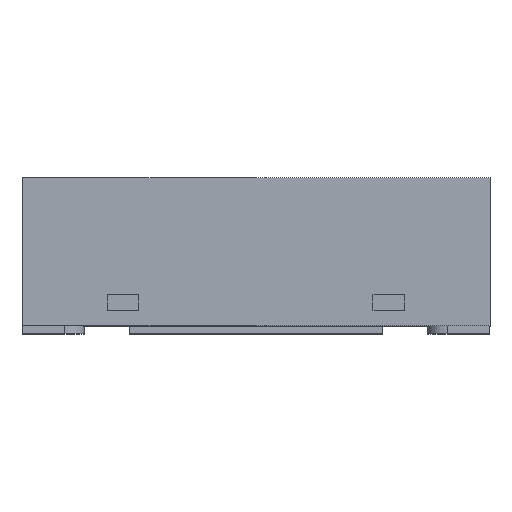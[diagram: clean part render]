
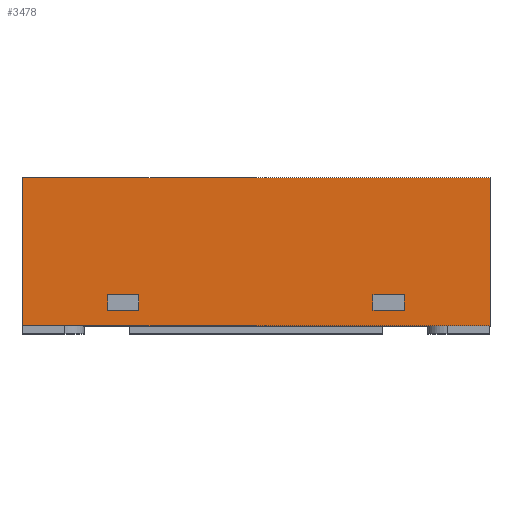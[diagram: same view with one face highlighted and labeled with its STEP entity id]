
A CAD part, top view. The second image highlights one B-rep face of the part: STEP entity #3478.
In plain terms, the highlighted planar face has unit normal (0, 0, 1).
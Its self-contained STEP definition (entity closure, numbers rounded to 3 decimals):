
#5 = LINE ( 'NONE', #927, #4096 ) ;
#36 = CARTESIAN_POINT ( 'NONE',  ( 0.95, 0.25, 1. ) ) ;
#51 = LINE ( 'NONE', #763, #2394 ) ;
#121 = EDGE_CURVE ( 'NONE', #452, #2729, #3178, .T. ) ;
#129 = FACE_OUTER_BOUND ( 'NONE', #1695, .T. ) ;
#154 = LINE ( 'NONE', #850, #1558 ) ;
#161 = CARTESIAN_POINT ( 'NONE',  ( 0.95, 0.15, 1. ) ) ;
#210 = DIRECTION ( 'NONE',  ( 0., -1., 0. ) ) ;
#217 = LINE ( 'NONE', #1614, #2689 ) ;
#317 = VERTEX_POINT ( 'NONE', #1256 ) ;
#343 = VECTOR ( 'NONE', #658, 1000. ) ;
#356 = LINE ( 'NONE', #4018, #2746 ) ;
#445 = CARTESIAN_POINT ( 'NONE',  ( -1.5, 5.606, 1. ) ) ;
#452 = VERTEX_POINT ( 'NONE', #1443 ) ;
#458 = EDGE_LOOP ( 'NONE', ( #3632, #3628, #710, #1361 ) ) ;
#460 = FACE_BOUND ( 'NONE', #458, .T. ) ;
#489 = VERTEX_POINT ( 'NONE', #36 ) ;
#496 = CARTESIAN_POINT ( 'NONE',  ( 1.5, 1., 1. ) ) ;
#595 = ORIENTED_EDGE ( 'NONE', *, *, #1772, .F. ) ;
#614 = EDGE_CURVE ( 'NONE', #317, #2095, #5, .T. ) ;
#617 = EDGE_LOOP ( 'NONE', ( #595, #693, #4173, #2031 ) ) ;
#658 = DIRECTION ( 'NONE',  ( -1., 0., 0. ) ) ;
#690 = DIRECTION ( 'NONE',  ( 0., 1., 0. ) ) ;
#693 = ORIENTED_EDGE ( 'NONE', *, *, #121, .F. ) ;
#710 = ORIENTED_EDGE ( 'NONE', *, *, #4189, .F. ) ;
#763 = CARTESIAN_POINT ( 'NONE',  ( 1.5, 0.05, 1. ) ) ;
#850 = CARTESIAN_POINT ( 'NONE',  ( 0.95, 0.25, 1. ) ) ;
#869 = LINE ( 'NONE', #1814, #2332 ) ;
#898 = VERTEX_POINT ( 'NONE', #4031 ) ;
#910 = DIRECTION ( 'NONE',  ( 0., 1., 0. ) ) ;
#924 = EDGE_CURVE ( 'NONE', #317, #2012, #3100, .T. ) ;
#927 = CARTESIAN_POINT ( 'NONE',  ( 1.5, 1., 1. ) ) ;
#990 = DIRECTION ( 'NONE',  ( 1., 0., 0. ) ) ;
#1043 = VECTOR ( 'NONE', #1207, 1000. ) ;
#1131 = FACE_BOUND ( 'NONE', #617, .T. ) ;
#1156 = VECTOR ( 'NONE', #3712, 1000. ) ;
#1207 = DIRECTION ( 'NONE',  ( 0., -1., 0. ) ) ;
#1256 = CARTESIAN_POINT ( 'NONE',  ( -1.5, 1., 1. ) ) ;
#1311 = CARTESIAN_POINT ( 'NONE',  ( -1.5, 0.05, 1. ) ) ;
#1329 = VERTEX_POINT ( 'NONE', #4069 ) ;
#1348 = LINE ( 'NONE', #3638, #343 ) ;
#1350 = AXIS2_PLACEMENT_3D ( 'NONE', #2469, #2802, #4132 ) ;
#1361 = ORIENTED_EDGE ( 'NONE', *, *, #2286, .F. ) ;
#1443 = CARTESIAN_POINT ( 'NONE',  ( 0.75, 0.15, 1. ) ) ;
#1459 = PLANE ( 'NONE',  #1350 ) ;
#1502 = CARTESIAN_POINT ( 'NONE',  ( 1.5, 5.606, 1. ) ) ;
#1528 = VERTEX_POINT ( 'NONE', #1580 ) ;
#1554 = LINE ( 'NONE', #4207, #1043 ) ;
#1558 = VECTOR ( 'NONE', #2206, 1000. ) ;
#1580 = CARTESIAN_POINT ( 'NONE',  ( -0.75, 0.25, 1. ) ) ;
#1614 = CARTESIAN_POINT ( 'NONE',  ( -0.95, 0.15, 1. ) ) ;
#1695 = EDGE_LOOP ( 'NONE', ( #1873, #3341, #3352, #3087 ) ) ;
#1743 = EDGE_CURVE ( 'NONE', #2012, #3384, #51, .T. ) ;
#1763 = DIRECTION ( 'NONE',  ( 1., 0., 0. ) ) ;
#1772 = EDGE_CURVE ( 'NONE', #2729, #489, #356, .T. ) ;
#1814 = CARTESIAN_POINT ( 'NONE',  ( 0.75, 0.15, 1. ) ) ;
#1873 = ORIENTED_EDGE ( 'NONE', *, *, #614, .F. ) ;
#2012 = VERTEX_POINT ( 'NONE', #1311 ) ;
#2031 = ORIENTED_EDGE ( 'NONE', *, *, #3160, .F. ) ;
#2076 = CARTESIAN_POINT ( 'NONE',  ( 1.5, 0.05, 1. ) ) ;
#2095 = VERTEX_POINT ( 'NONE', #496 ) ;
#2129 = VERTEX_POINT ( 'NONE', #2487 ) ;
#2132 = VECTOR ( 'NONE', #910, 1000. ) ;
#2183 = DIRECTION ( 'NONE',  ( 0., -1., 0. ) ) ;
#2206 = DIRECTION ( 'NONE',  ( -1., 0., 0. ) ) ;
#2286 = EDGE_CURVE ( 'NONE', #2129, #898, #1554, .T. ) ;
#2332 = VECTOR ( 'NONE', #210, 1000. ) ;
#2394 = VECTOR ( 'NONE', #990, 1000. ) ;
#2469 = CARTESIAN_POINT ( 'NONE',  ( 1.5, 5.606, 1. ) ) ;
#2487 = CARTESIAN_POINT ( 'NONE',  ( -0.95, 0.25, 1. ) ) ;
#2591 = CARTESIAN_POINT ( 'NONE',  ( -0.75, 0.15, 1. ) ) ;
#2649 = CARTESIAN_POINT ( 'NONE',  ( -0.75, 0.15, 1. ) ) ;
#2689 = VECTOR ( 'NONE', #2958, 1000. ) ;
#2729 = VERTEX_POINT ( 'NONE', #161 ) ;
#2746 = VECTOR ( 'NONE', #690, 1000. ) ;
#2802 = DIRECTION ( 'NONE',  ( 0., 0., -1. ) ) ;
#2888 = DIRECTION ( 'NONE',  ( 1., 0., 0. ) ) ;
#2895 = EDGE_CURVE ( 'NONE', #1528, #2129, #1348, .T. ) ;
#2958 = DIRECTION ( 'NONE',  ( 1., 0., 0. ) ) ;
#3087 = ORIENTED_EDGE ( 'NONE', *, *, #3767, .F. ) ;
#3089 = EDGE_CURVE ( 'NONE', #1329, #452, #869, .T. ) ;
#3100 = LINE ( 'NONE', #445, #1156 ) ;
#3160 = EDGE_CURVE ( 'NONE', #489, #1329, #154, .T. ) ;
#3174 = LINE ( 'NONE', #1502, #4225 ) ;
#3178 = LINE ( 'NONE', #4259, #4323 ) ;
#3296 = EDGE_CURVE ( 'NONE', #3875, #1528, #3915, .T. ) ;
#3341 = ORIENTED_EDGE ( 'NONE', *, *, #924, .T. ) ;
#3352 = ORIENTED_EDGE ( 'NONE', *, *, #1743, .T. ) ;
#3384 = VERTEX_POINT ( 'NONE', #2076 ) ;
#3478 = ADVANCED_FACE ( 'NONE', ( #460, #1131, #129 ), #1459, .F. ) ;
#3628 = ORIENTED_EDGE ( 'NONE', *, *, #3296, .F. ) ;
#3632 = ORIENTED_EDGE ( 'NONE', *, *, #2895, .F. ) ;
#3638 = CARTESIAN_POINT ( 'NONE',  ( -0.95, 0.25, 1. ) ) ;
#3712 = DIRECTION ( 'NONE',  ( 0., -1., 0. ) ) ;
#3767 = EDGE_CURVE ( 'NONE', #2095, #3384, #3174, .T. ) ;
#3875 = VERTEX_POINT ( 'NONE', #2649 ) ;
#3915 = LINE ( 'NONE', #2591, #2132 ) ;
#4018 = CARTESIAN_POINT ( 'NONE',  ( 0.95, 0.15, 1. ) ) ;
#4031 = CARTESIAN_POINT ( 'NONE',  ( -0.95, 0.15, 1. ) ) ;
#4069 = CARTESIAN_POINT ( 'NONE',  ( 0.75, 0.25, 1. ) ) ;
#4096 = VECTOR ( 'NONE', #1763, 1000. ) ;
#4132 = DIRECTION ( 'NONE',  ( -1., 0., 0. ) ) ;
#4173 = ORIENTED_EDGE ( 'NONE', *, *, #3089, .F. ) ;
#4189 = EDGE_CURVE ( 'NONE', #898, #3875, #217, .T. ) ;
#4207 = CARTESIAN_POINT ( 'NONE',  ( -0.95, 0.15, 1. ) ) ;
#4225 = VECTOR ( 'NONE', #2183, 1000. ) ;
#4259 = CARTESIAN_POINT ( 'NONE',  ( 0.95, 0.15, 1. ) ) ;
#4323 = VECTOR ( 'NONE', #2888, 1000. ) ;
